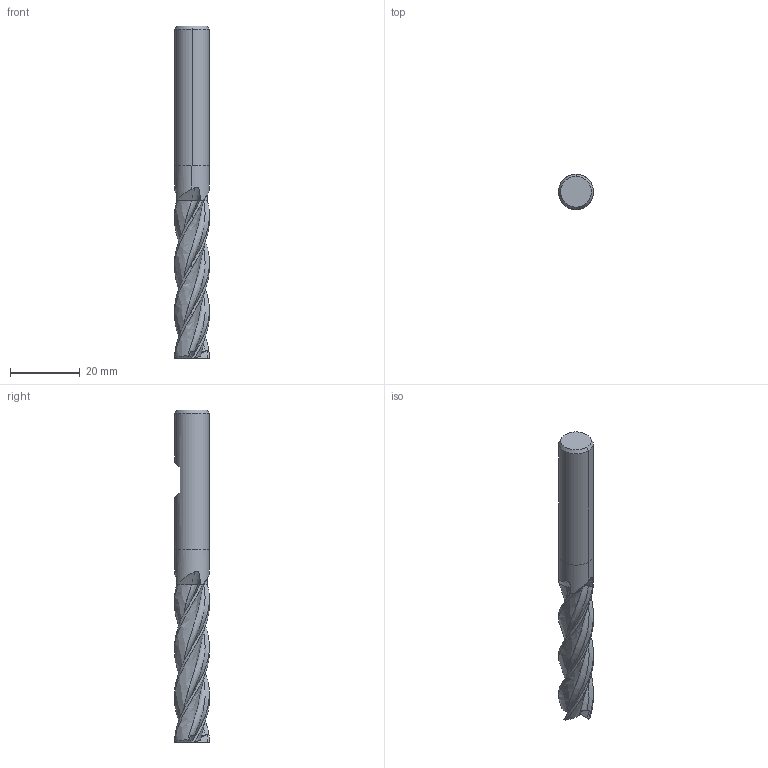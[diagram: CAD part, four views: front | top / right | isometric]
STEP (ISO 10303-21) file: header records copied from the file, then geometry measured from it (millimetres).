
FILE_DESCRIPTION(('no description'),'unknown implementation level');
FILE_NAME('solidB1yE9FLje_FxN5N_TAa616elyTw_1.STP',' ',('CIM GmbH Aachen'),('CADClick - KiM GmbH - www.kimweb.de'),'unknown preprocess','ACIS','unknown authorization');
FILE_SCHEMA(('automotive_design'));
Length unit declared in the file: millimetre
Products named in the file (2): 1; 2
Bounding box: 10 x 10 x 95 mm (x, y, z)
Volume: 5686.5 mm3; surface area: 3338.8 mm2
Topology: 2 solids, 2 shells, 91 faces, 254 edges, 167 vertices
Faces by surface type: plane 34, revolution 16, bspline 16, cone 14, cylinder 11
Entity records: 12740 total; most frequent: CARTESIAN_POINT 7745, STYLED_ITEM 514, PRESENTATION_STYLE_ASSIGNMENT 514, COLOUR_RGB 514, ORIENTED_EDGE 508, DIRECTION 339, EDGE_CURVE 254, CURVE_STYLE 254
